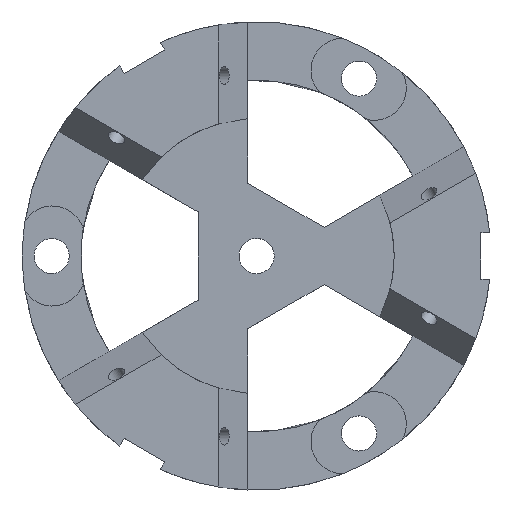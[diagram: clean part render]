
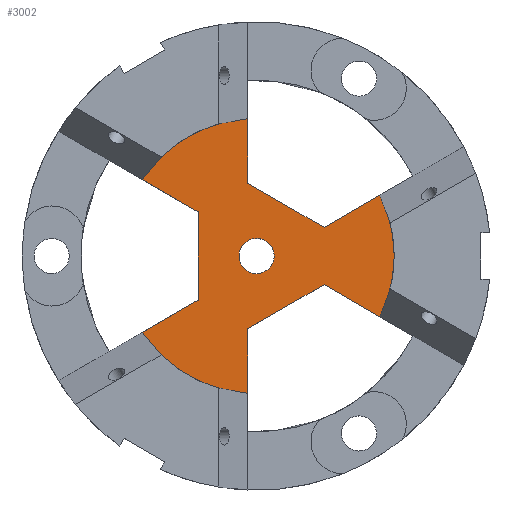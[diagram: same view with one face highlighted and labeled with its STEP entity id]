
A CAD part, top view. The second image highlights one B-rep face of the part: STEP entity #3002.
In plain terms, the highlighted planar face has unit normal (0, 0, 1).
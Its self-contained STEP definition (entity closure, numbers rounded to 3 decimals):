
#1 = CIRCLE ( 'NONE', #1437, 23.5 ) ;
#3 = DIRECTION ( 'NONE',  ( 1., 0., 0. ) ) ;
#33 = CARTESIAN_POINT ( 'NONE',  ( 16.308, 7.638, 3. ) ) ;
#46 = LINE ( 'NONE', #212, #2147 ) ;
#115 = EDGE_CURVE ( 'NONE', #1604, #2484, #1845, .T. ) ;
#156 = CARTESIAN_POINT ( 'NONE',  ( 23.5, 0., 3. ) ) ;
#181 = VERTEX_POINT ( 'NONE', #1370 ) ;
#193 = VECTOR ( 'NONE', #3257, 1000. ) ;
#199 = VERTEX_POINT ( 'NONE', #1343 ) ;
#205 = LINE ( 'NONE', #2783, #1525 ) ;
#212 = CARTESIAN_POINT ( 'NONE',  ( -1.539, -17.943, 3. ) ) ;
#216 = ORIENTED_EDGE ( 'NONE', *, *, #1126, .F. ) ;
#284 = LINE ( 'NONE', #2571, #2648 ) ;
#389 = AXIS2_PLACEMENT_3D ( 'NONE', #652, #1676, #1685 ) ;
#414 = DIRECTION ( 'NONE',  ( 1., 0., 0. ) ) ;
#485 = DIRECTION ( 'NONE',  ( 1., 0., 0. ) ) ;
#496 = CARTESIAN_POINT ( 'NONE',  ( 5., 8.66, 3. ) ) ;
#516 = VERTEX_POINT ( 'NONE', #1757 ) ;
#519 = CIRCLE ( 'NONE', #2681, 3. ) ;
#524 = DIRECTION ( 'NONE',  ( 0.866, 0.5, 0. ) ) ;
#527 = EDGE_CURVE ( 'NONE', #2902, #3256, #1037, .T. ) ;
#574 = EDGE_CURVE ( 'NONE', #1880, #516, #2232, .T. ) ;
#584 = CIRCLE ( 'NONE', #389, 3. ) ;
#587 = EDGE_LOOP ( 'NONE', ( #2615, #1894, #784 ) ) ;
#598 = VERTEX_POINT ( 'NONE', #2295 ) ;
#613 = EDGE_CURVE ( 'NONE', #181, #516, #3055, .T. ) ;
#652 = CARTESIAN_POINT ( 'NONE',  ( 0., 0., 3. ) ) ;
#679 = CARTESIAN_POINT ( 'NONE',  ( 11.539, -4.885, 3. ) ) ;
#682 = CARTESIAN_POINT ( 'NONE',  ( -1.539, 12.436, 3. ) ) ;
#715 = VERTEX_POINT ( 'NONE', #2344 ) ;
#737 = DIRECTION ( 'NONE',  ( 1., 0., 0. ) ) ;
#751 = CARTESIAN_POINT ( 'NONE',  ( 0., 0., 3. ) ) ;
#778 = AXIS2_PLACEMENT_3D ( 'NONE', #751, #997, #737 ) ;
#780 = VERTEX_POINT ( 'NONE', #1188 ) ;
#784 = ORIENTED_EDGE ( 'NONE', *, *, #807, .F. ) ;
#807 = EDGE_CURVE ( 'NONE', #780, #199, #519, .T. ) ;
#913 = EDGE_CURVE ( 'NONE', #199, #2977, #2390, .T. ) ;
#950 = CARTESIAN_POINT ( 'NONE',  ( -1.539, 17.943, 3. ) ) ;
#953 = VECTOR ( 'NONE', #1733, 1000. ) ;
#964 = DIRECTION ( 'NONE',  ( -0.866, -0.5, 0. ) ) ;
#990 = LINE ( 'NONE', #496, #1360 ) ;
#997 = DIRECTION ( 'NONE',  ( 0., 0., 1. ) ) ;
#1001 = EDGE_CURVE ( 'NONE', #2963, #2484, #284, .T. ) ;
#1003 = DIRECTION ( 'NONE',  ( 0., 0., 1. ) ) ;
#1006 = EDGE_CURVE ( 'NONE', #715, #598, #2191, .T. ) ;
#1009 = AXIS2_PLACEMENT_3D ( 'NONE', #1322, #2079, #2351 ) ;
#1031 = DIRECTION ( 'NONE',  ( 1., 0., 0. ) ) ;
#1037 = LINE ( 'NONE', #1997, #953 ) ;
#1045 = CARTESIAN_POINT ( 'NONE',  ( 0., 0., 3. ) ) ;
#1083 = ORIENTED_EDGE ( 'NONE', *, *, #574, .T. ) ;
#1126 = EDGE_CURVE ( 'NONE', #1604, #2927, #1649, .T. ) ;
#1173 = DIRECTION ( 'NONE',  ( 0., 0., 1. ) ) ;
#1182 = DIRECTION ( 'NONE',  ( 0., -1., 0. ) ) ;
#1188 = CARTESIAN_POINT ( 'NONE',  ( 2.633, -1.438, 3. ) ) ;
#1288 = CARTESIAN_POINT ( 'NONE',  ( 0., 0., 3. ) ) ;
#1322 = CARTESIAN_POINT ( 'NONE',  ( 0., 0., 3. ) ) ;
#1326 = EDGE_CURVE ( 'NONE', #3256, #2186, #205, .T. ) ;
#1343 = CARTESIAN_POINT ( 'NONE',  ( 3., 0., 3. ) ) ;
#1360 = VECTOR ( 'NONE', #2518, 1000. ) ;
#1370 = CARTESIAN_POINT ( 'NONE',  ( 11.539, 4.885, 3. ) ) ;
#1406 = EDGE_CURVE ( 'NONE', #2927, #181, #990, .T. ) ;
#1428 = ORIENTED_EDGE ( 'NONE', *, *, #2583, .T. ) ;
#1437 = AXIS2_PLACEMENT_3D ( 'NONE', #1288, #2019, #485 ) ;
#1491 = ORIENTED_EDGE ( 'NONE', *, *, #2055, .F. ) ;
#1525 = VECTOR ( 'NONE', #964, 1000. ) ;
#1537 = ORIENTED_EDGE ( 'NONE', *, *, #1326, .F. ) ;
#1561 = DIRECTION ( 'NONE',  ( 0., 0., 1. ) ) ;
#1584 = DIRECTION ( 'NONE',  ( 0., 0., 1. ) ) ;
#1604 = VERTEX_POINT ( 'NONE', #2322 ) ;
#1614 = VECTOR ( 'NONE', #1182, 1000. ) ;
#1619 = CARTESIAN_POINT ( 'NONE',  ( -1.539, -23.45, 3. ) ) ;
#1649 = LINE ( 'NONE', #950, #1614 ) ;
#1667 = AXIS2_PLACEMENT_3D ( 'NONE', #1786, #1584, #2823 ) ;
#1672 = ORIENTED_EDGE ( 'NONE', *, *, #115, .T. ) ;
#1676 = DIRECTION ( 'NONE',  ( 0., 0., 1. ) ) ;
#1685 = DIRECTION ( 'NONE',  ( 1., 0., 0. ) ) ;
#1692 = CARTESIAN_POINT ( 'NONE',  ( -1.539, -12.436, 3. ) ) ;
#1733 = DIRECTION ( 'NONE',  ( -0.866, 0.5, 0. ) ) ;
#1757 = CARTESIAN_POINT ( 'NONE',  ( 21.077, 10.392, 3. ) ) ;
#1786 = CARTESIAN_POINT ( 'NONE',  ( 0., 0., 3. ) ) ;
#1794 = ORIENTED_EDGE ( 'NONE', *, *, #2408, .T. ) ;
#1818 = AXIS2_PLACEMENT_3D ( 'NONE', #2540, #1003, #3 ) ;
#1823 = ORIENTED_EDGE ( 'NONE', *, *, #1006, .F. ) ;
#1845 = CIRCLE ( 'NONE', #1009, 23.5 ) ;
#1863 = LINE ( 'NONE', #2525, #193 ) ;
#1880 = VERTEX_POINT ( 'NONE', #156 ) ;
#1894 = ORIENTED_EDGE ( 'NONE', *, *, #913, .F. ) ;
#1938 = FACE_OUTER_BOUND ( 'NONE', #2898, .T. ) ;
#1954 = VECTOR ( 'NONE', #524, 1000. ) ;
#1997 = CARTESIAN_POINT ( 'NONE',  ( 16.308, -7.638, 3. ) ) ;
#2008 = ORIENTED_EDGE ( 'NONE', *, *, #1406, .F. ) ;
#2009 = CARTESIAN_POINT ( 'NONE',  ( -2.633, 1.438, 3. ) ) ;
#2019 = DIRECTION ( 'NONE',  ( 0., 0., 1. ) ) ;
#2055 = EDGE_CURVE ( 'NONE', #2186, #3171, #46, .T. ) ;
#2079 = DIRECTION ( 'NONE',  ( 0., 0., 1. ) ) ;
#2144 = CIRCLE ( 'NONE', #2320, 23.5 ) ;
#2147 = VECTOR ( 'NONE', #2483, 1000. ) ;
#2186 = VERTEX_POINT ( 'NONE', #1692 ) ;
#2191 = LINE ( 'NONE', #2332, #1954 ) ;
#2207 = CARTESIAN_POINT ( 'NONE',  ( 21.077, -10.392, 3. ) ) ;
#2232 = CIRCLE ( 'NONE', #1667, 23.5 ) ;
#2238 = ORIENTED_EDGE ( 'NONE', *, *, #527, .F. ) ;
#2284 = PLANE ( 'NONE',  #778 ) ;
#2295 = CARTESIAN_POINT ( 'NONE',  ( -10., -7.551, 3. ) ) ;
#2320 = AXIS2_PLACEMENT_3D ( 'NONE', #1045, #1561, #1031 ) ;
#2322 = CARTESIAN_POINT ( 'NONE',  ( -1.539, 23.45, 3. ) ) ;
#2332 = CARTESIAN_POINT ( 'NONE',  ( -14.769, -10.304, 3. ) ) ;
#2344 = CARTESIAN_POINT ( 'NONE',  ( -19.538, -13.058, 3. ) ) ;
#2351 = DIRECTION ( 'NONE',  ( 1., 0., 0. ) ) ;
#2353 = VECTOR ( 'NONE', #2567, 1000. ) ;
#2354 = ORIENTED_EDGE ( 'NONE', *, *, #613, .F. ) ;
#2390 = CIRCLE ( 'NONE', #1818, 3. ) ;
#2408 = EDGE_CURVE ( 'NONE', #2902, #1880, #1, .T. ) ;
#2480 = ORIENTED_EDGE ( 'NONE', *, *, #1001, .F. ) ;
#2484 = VERTEX_POINT ( 'NONE', #2850 ) ;
#2483 = DIRECTION ( 'NONE',  ( 0., -1., 0. ) ) ;
#2487 = EDGE_CURVE ( 'NONE', #2977, #780, #584, .T. ) ;
#2511 = CARTESIAN_POINT ( 'NONE',  ( -10., 7.551, 3. ) ) ;
#2518 = DIRECTION ( 'NONE',  ( 0.866, -0.5, 0. ) ) ;
#2525 = CARTESIAN_POINT ( 'NONE',  ( -10., 0., 3. ) ) ;
#2540 = CARTESIAN_POINT ( 'NONE',  ( 0., 0., 3. ) ) ;
#2567 = DIRECTION ( 'NONE',  ( 0.866, 0.5, 0. ) ) ;
#2571 = CARTESIAN_POINT ( 'NONE',  ( -14.769, 10.304, 3. ) ) ;
#2583 = EDGE_CURVE ( 'NONE', #715, #3171, #2144, .T. ) ;
#2615 = ORIENTED_EDGE ( 'NONE', *, *, #2487, .F. ) ;
#2648 = VECTOR ( 'NONE', #3072, 1000. ) ;
#2681 = AXIS2_PLACEMENT_3D ( 'NONE', #3249, #1173, #414 ) ;
#2783 = CARTESIAN_POINT ( 'NONE',  ( 5., -8.66, 3. ) ) ;
#2823 = DIRECTION ( 'NONE',  ( 1., 0., 0. ) ) ;
#2850 = CARTESIAN_POINT ( 'NONE',  ( -19.538, 13.058, 3. ) ) ;
#2898 = EDGE_LOOP ( 'NONE', ( #1428, #1491, #1537, #2238, #1794, #1083, #2354, #2008, #216, #1672, #2480, #2996, #1823 ) ) ;
#2902 = VERTEX_POINT ( 'NONE', #2207 ) ;
#2914 = EDGE_CURVE ( 'NONE', #598, #2963, #1863, .T. ) ;
#2927 = VERTEX_POINT ( 'NONE', #682 ) ;
#2963 = VERTEX_POINT ( 'NONE', #2511 ) ;
#2977 = VERTEX_POINT ( 'NONE', #2009 ) ;
#2989 = FACE_BOUND ( 'NONE', #587, .T. ) ;
#2996 = ORIENTED_EDGE ( 'NONE', *, *, #2914, .F. ) ;
#3002 = ADVANCED_FACE ( 'NONE', ( #1938, #2989 ), #2284, .T. ) ;
#3055 = LINE ( 'NONE', #33, #2353 ) ;
#3072 = DIRECTION ( 'NONE',  ( -0.866, 0.5, 0. ) ) ;
#3171 = VERTEX_POINT ( 'NONE', #1619 ) ;
#3249 = CARTESIAN_POINT ( 'NONE',  ( 0., 0., 3. ) ) ;
#3256 = VERTEX_POINT ( 'NONE', #679 ) ;
#3257 = DIRECTION ( 'NONE',  ( 0., 1., 0. ) ) ;
